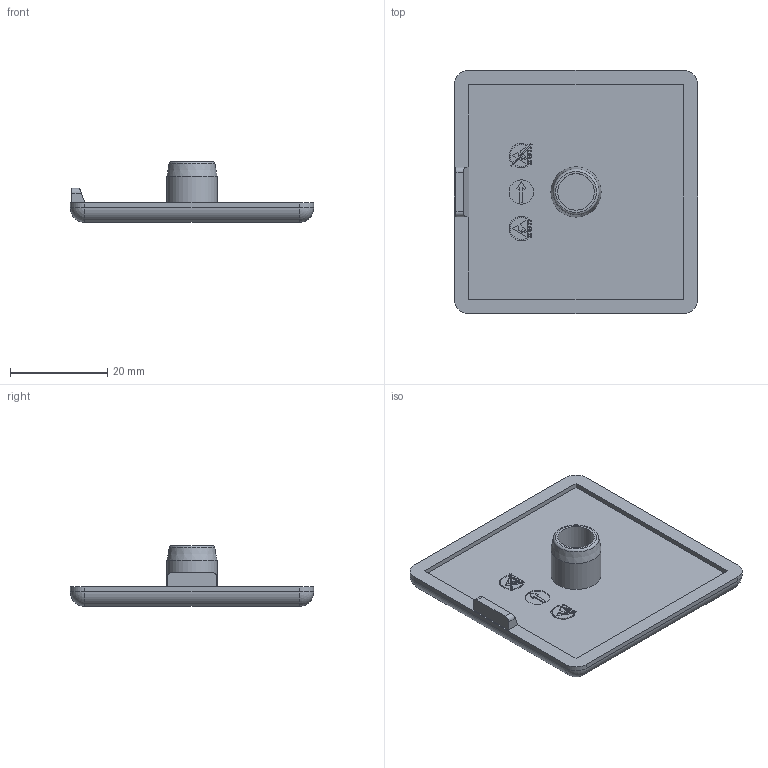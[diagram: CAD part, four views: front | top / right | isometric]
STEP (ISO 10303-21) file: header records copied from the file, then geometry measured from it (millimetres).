
FILE_DESCRIPTION(/* description */ ('KriTec Abdeckkappe 10 50x50, schwarz'),/* implementation_level */ '2;1');
FILE_NAME(/* name */ '81188_KriTec_Abdeckkappe_10_50x50_schwarz.stp',/* time_stamp */ '2019-04-29T10:28:20+02:00',/* author */ ('jendrek'),/* organization */ (''),/* preprocessor_version */ 'ST-DEVELOPER v17',/* originating_system */ 'Autodesk Inventor 2018',/* authorisation */ '');
FILE_SCHEMA (('AUTOMOTIVE_DESIGN { 1 0 10303 214 3 1 1 }'));
Length unit declared in the file: millimetre
Products named in the file (1): 81188
Bounding box: 50 x 50 x 12.5 mm (x, y, z)
Volume: 8069.7 mm3; surface area: 6285.5 mm2
Topology: 1 solids, 1 shells, 256 faces, 707 edges, 466 vertices
Faces by surface type: plane 227, cylinder 19, sphere 4, bspline 4, torus 1, cone 1
Full cylindrical faces by diameter (mm): 5 x1, 7.5 x1, 10.3 x1
Entity records: 8062 total; most frequent: CARTESIAN_POINT 1466, ORIENTED_EDGE 1406, DIRECTION 1258, EDGE_CURVE 703, LINE 646, VECTOR 646, VERTEX_POINT 466, AXIS2_PLACEMENT_3D 306
